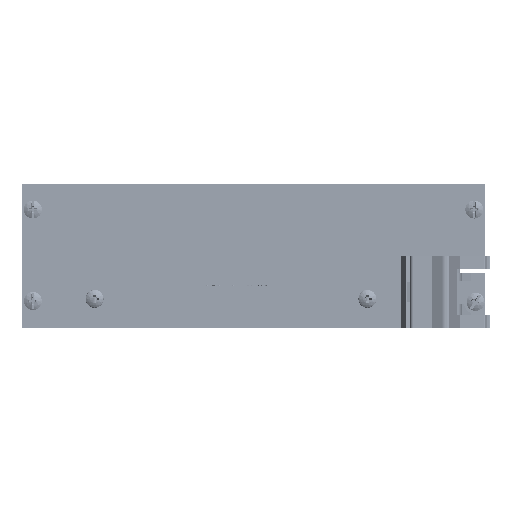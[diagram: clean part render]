
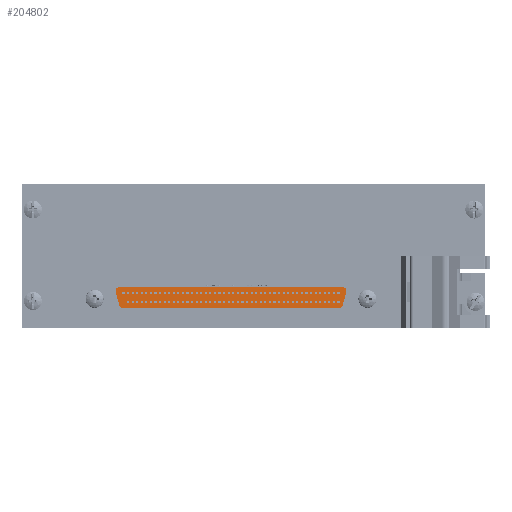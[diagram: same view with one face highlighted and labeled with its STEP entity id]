
A CAD part, left-side view. The second image highlights one B-rep face of the part: STEP entity #204802.
In plain terms, the highlighted planar face has unit normal (-1, 0, 0).
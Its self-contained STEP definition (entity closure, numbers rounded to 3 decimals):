
#13051 = PLANE ( 'NONE',  #52639 ) ;
#13072 = CARTESIAN_POINT ( 'NONE',  ( -106.459, -8.284, 7.884 ) ) ;
#13074 = DIRECTION ( 'NONE',  ( -1., 0., 0. ) ) ;
#13076 = DIRECTION ( 'NONE',  ( 0., -1., 0. ) ) ;
#19572 = FACE_OUTER_BOUND ( 'NONE', #141174, .T. ) ;
#52639 = AXIS2_PLACEMENT_3D ( 'NONE', #13072, #13074, #13076 ) ;
#139418 = CARTESIAN_POINT ( 'NONE',  ( -106.459, -7.293, 3.184 ) ) ;
#139423 = CARTESIAN_POINT ( 'NONE',  ( -106.459, -8.258, 3.925 ) ) ;
#141174 = EDGE_LOOP ( 'NONE', ( #156609, #156612, #156615, #156618, #156621, #156624, #156627, #156630 ) ) ;
#145093 = CIRCLE ( 'NONE', #232432, 1. ) ;
#145094 = CIRCLE ( 'NONE', #232427, 1. ) ;
#145097 = LINE ( 'NONE', #171802, #145100 ) ;
#145099 = LINE ( 'NONE', #171846, #145106 ) ;
#145100 = VECTOR ( 'NONE', #171837, 1000. ) ;
#145102 = CIRCLE ( 'NONE', #232439, 1. ) ;
#145104 = LINE ( 'NONE', #171859, #145110 ) ;
#145106 = VECTOR ( 'NONE', #171842, 1000. ) ;
#145108 = CIRCLE ( 'NONE', #232445, 1. ) ;
#145110 = VECTOR ( 'NONE', #171854, 1000. ) ;
#145111 = LINE ( 'NONE', #171876, #145113 ) ;
#145113 = VECTOR ( 'NONE', #171872, 1000. ) ;
#156609 = ORIENTED_EDGE ( 'NONE', *, *, #156717, .T. ) ;
#156612 = ORIENTED_EDGE ( 'NONE', *, *, #156724, .T. ) ;
#156615 = ORIENTED_EDGE ( 'NONE', *, *, #156727, .T. ) ;
#156618 = ORIENTED_EDGE ( 'NONE', *, *, #156730, .T. ) ;
#156621 = ORIENTED_EDGE ( 'NONE', *, *, #156734, .T. ) ;
#156624 = ORIENTED_EDGE ( 'NONE', *, *, #156737, .T. ) ;
#156627 = ORIENTED_EDGE ( 'NONE', *, *, #156741, .T. ) ;
#156630 = ORIENTED_EDGE ( 'NONE', *, *, #156745, .T. ) ;
#156717 = EDGE_CURVE ( 'NONE', #157728, #157657, #145094, .T. ) ;
#156724 = EDGE_CURVE ( 'NONE', #157657, #157743, #145097, .T. ) ;
#156727 = EDGE_CURVE ( 'NONE', #157743, #157760, #145093, .T. ) ;
#156730 = EDGE_CURVE ( 'NONE', #157760, #157764, #145099, .T. ) ;
#156734 = EDGE_CURVE ( 'NONE', #157764, #157770, #145102, .T. ) ;
#156737 = EDGE_CURVE ( 'NONE', #157770, #157778, #145104, .T. ) ;
#156741 = EDGE_CURVE ( 'NONE', #157778, #157787, #145108, .T. ) ;
#156745 = EDGE_CURVE ( 'NONE', #157787, #157728, #145111, .T. ) ;
#157657 = VERTEX_POINT ( 'NONE', #268402 ) ;
#157728 = VERTEX_POINT ( 'NONE', #268472 ) ;
#157743 = VERTEX_POINT ( 'NONE', #268493 ) ;
#157760 = VERTEX_POINT ( 'NONE', #268533 ) ;
#157764 = VERTEX_POINT ( 'NONE', #268538 ) ;
#157770 = VERTEX_POINT ( 'NONE', #268549 ) ;
#157778 = VERTEX_POINT ( 'NONE', #139418 ) ;
#157787 = VERTEX_POINT ( 'NONE', #139423 ) ;
#171802 = CARTESIAN_POINT ( 'NONE',  ( -106.459, 53.776, 8.884 ) ) ;
#171828 = CARTESIAN_POINT ( 'NONE',  ( -106.459, -8.284, 7.884 ) ) ;
#171830 = DIRECTION ( 'NONE',  ( -1., 0., 0. ) ) ;
#171832 = DIRECTION ( 'NONE',  ( 0., -1., 0. ) ) ;
#171837 = DIRECTION ( 'NONE',  ( 0., 1., 0. ) ) ;
#171842 = DIRECTION ( 'NONE',  ( 0., -0.259, -0.966 ) ) ;
#171846 = CARTESIAN_POINT ( 'NONE',  ( -106.459, 54.742, 7.625 ) ) ;
#171848 = CARTESIAN_POINT ( 'NONE',  ( -106.459, 53.776, 7.884 ) ) ;
#171850 = DIRECTION ( 'NONE',  ( -1., 0., 0. ) ) ;
#171852 = DIRECTION ( 'NONE',  ( 0., 1., 0. ) ) ;
#171854 = DIRECTION ( 'NONE',  ( 0., -1., 0. ) ) ;
#171859 = CARTESIAN_POINT ( 'NONE',  ( -106.459, -7.293, 3.184 ) ) ;
#171861 = CARTESIAN_POINT ( 'NONE',  ( -106.459, 52.785, 4.184 ) ) ;
#171864 = DIRECTION ( 'NONE',  ( -1., 0., 0. ) ) ;
#171867 = DIRECTION ( 'NONE',  ( 0., 1., 0. ) ) ;
#171872 = DIRECTION ( 'NONE',  ( 0., -0.259, 0.966 ) ) ;
#171876 = CARTESIAN_POINT ( 'NONE',  ( -106.459, -9.25, 7.625 ) ) ;
#171878 = CARTESIAN_POINT ( 'NONE',  ( -106.459, -7.293, 4.184 ) ) ;
#171880 = DIRECTION ( 'NONE',  ( -1., 0., 0. ) ) ;
#171881 = DIRECTION ( 'NONE',  ( 0., -1., 0. ) ) ;
#204802 = ADVANCED_FACE ( 'NONE', ( #19572 ), #13051, .T. ) ;
#232427 = AXIS2_PLACEMENT_3D ( 'NONE', #171828, #171830, #171832 ) ;
#232432 = AXIS2_PLACEMENT_3D ( 'NONE', #171848, #171850, #171852 ) ;
#232439 = AXIS2_PLACEMENT_3D ( 'NONE', #171861, #171864, #171867 ) ;
#232445 = AXIS2_PLACEMENT_3D ( 'NONE', #171878, #171880, #171881 ) ;
#268402 = CARTESIAN_POINT ( 'NONE',  ( -106.459, -8.284, 8.884 ) ) ;
#268472 = CARTESIAN_POINT ( 'NONE',  ( -106.459, -9.25, 7.625 ) ) ;
#268493 = CARTESIAN_POINT ( 'NONE',  ( -106.459, 53.776, 8.884 ) ) ;
#268533 = CARTESIAN_POINT ( 'NONE',  ( -106.459, 54.742, 7.625 ) ) ;
#268538 = CARTESIAN_POINT ( 'NONE',  ( -106.459, 53.751, 3.925 ) ) ;
#268549 = CARTESIAN_POINT ( 'NONE',  ( -106.459, 52.785, 3.184 ) ) ;
